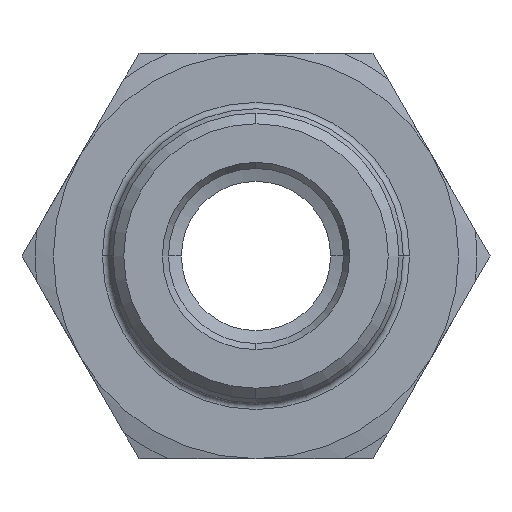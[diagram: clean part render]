
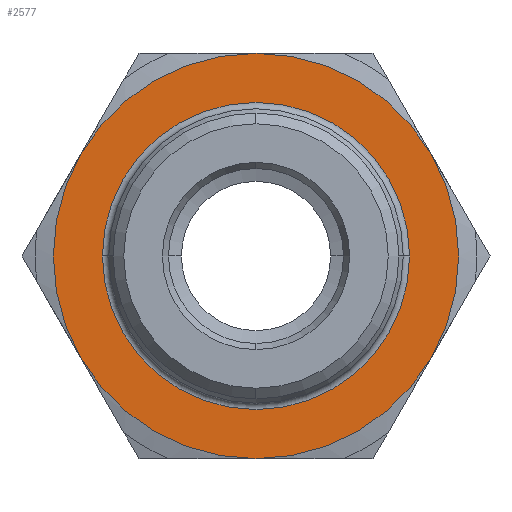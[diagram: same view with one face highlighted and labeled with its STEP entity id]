
A CAD part, left-side view. The second image highlights one B-rep face of the part: STEP entity #2577.
In plain terms, the highlighted face is planar.
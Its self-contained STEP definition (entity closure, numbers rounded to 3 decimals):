
#22=CARTESIAN_POINT('',(0.,0.,
9.5));
#129=CARTESIAN_POINT('',(8.227,0.,4.75));
#824=CARTESIAN_POINT('',(0.,0.,0.));
#825=DIRECTION('',(0.,-1.,0.));
#826=DIRECTION('',(-0.866,0.,-0.5));
#827=AXIS2_PLACEMENT_3D('',#824,#825,#826);
#829=CARTESIAN_POINT('',(0.,0.,0.));
#830=DIRECTION('',(0.,-1.,0.));
#831=DIRECTION('',(0.,0.,-1.));
#832=AXIS2_PLACEMENT_3D('',#829,#830,#831);
#834=CARTESIAN_POINT('',(0.,0.,0.));
#835=DIRECTION('',(0.,1.,0.));
#836=DIRECTION('',(0.,0.,1.));
#837=AXIS2_PLACEMENT_3D('',#834,#835,#836);
#839=CARTESIAN_POINT('',(0.,0.,0.));
#840=DIRECTION('',(0.,1.,0.));
#841=DIRECTION('',(-0.866,0.,0.5));
#842=AXIS2_PLACEMENT_3D('',#839,#840,#841);
#844=CARTESIAN_POINT('',(0.,0.,0.));
#845=DIRECTION('',(0.,1.,0.));
#846=DIRECTION('',(1.,0.,0.));
#847=AXIS2_PLACEMENT_3D('',#844,#845,#846);
#849=CARTESIAN_POINT('',(0.,0.,0.));
#850=DIRECTION('',(0.,1.,0.));
#851=DIRECTION('',(-1.,0.,0.));
#852=AXIS2_PLACEMENT_3D('',#849,#850,#851);
#859=CARTESIAN_POINT('',(0.,0.,0.));
#860=DIRECTION('',(0.,1.,0.));
#861=DIRECTION('',(0.866,0.,0.5));
#862=AXIS2_PLACEMENT_3D('',#859,#860,#861);
#864=CARTESIAN_POINT('',(0.,0.,0.));
#865=DIRECTION('',(0.,1.,0.));
#866=DIRECTION('',(-0.866,0.,-0.5));
#867=AXIS2_PLACEMENT_3D('',#864,#865,#866);
#894=CARTESIAN_POINT('',(-8.227,0.,
-4.75));
#926=CARTESIAN_POINT('',(0.,0.,
-9.5));
#958=CARTESIAN_POINT('',(8.227,0.,
-4.75));
#990=CARTESIAN_POINT('',(-8.227,0.,
4.75));
#1087=VERTEX_POINT('',#22);
#1090=VERTEX_POINT('',#990);
#1093=VERTEX_POINT('',#894);
#1096=VERTEX_POINT('',#926);
#1099=VERTEX_POINT('',#958);
#1102=VERTEX_POINT('',#129);
#1278=CARTESIAN_POINT('',(7.2,0.,0.));
#1279=CARTESIAN_POINT('',(-7.2,0.,0.));
#1280=VERTEX_POINT('',#1278);
#1281=VERTEX_POINT('',#1279);
#2553=CARTESIAN_POINT('',(0.,0.,0.));
#2554=DIRECTION('',(0.,-1.,0.));
#2555=DIRECTION('',(-1.,0.,0.));
#2556=AXIS2_PLACEMENT_3D('',#2553,#2554,#2555);
#2557=PLANE('',#2556);
#2559=ORIENTED_EDGE('',*,*,#2558,.F.);
#2561=ORIENTED_EDGE('',*,*,#2560,.T.);
#2563=ORIENTED_EDGE('',*,*,#2562,.T.);
#2565=ORIENTED_EDGE('',*,*,#2564,.F.);
#2567=ORIENTED_EDGE('',*,*,#2566,.F.);
#2569=ORIENTED_EDGE('',*,*,#2568,.F.);
#2570=EDGE_LOOP('',(#2559,#2561,#2563,#2565,#2567,#2569));
#2571=FACE_OUTER_BOUND('',#2570,.F.);
#2572=ORIENTED_EDGE('',*,*,#2543,.T.);
#2574=ORIENTED_EDGE('',*,*,#2573,.T.);
#2575=EDGE_LOOP('',(#2572,#2574));
#2576=FACE_BOUND('',#2575,.F.);
#2577=ADVANCED_FACE('',(#2571,#2576),#2557,.F.);
#828=CIRCLE('',#827,9.5);
#833=CIRCLE('',#832,9.5);
#838=CIRCLE('',#837,9.5);
#843=CIRCLE('',#842,9.5);
#848=CIRCLE('',#847,7.2);
#853=CIRCLE('',#852,7.2);
#863=CIRCLE('',#862,9.5);
#868=CIRCLE('',#867,9.5);
#2543=EDGE_CURVE('',#1280,#1281,#848,.T.);
#2558=EDGE_CURVE('',#1093,#1090,#868,.T.);
#2560=EDGE_CURVE('',#1093,#1096,#828,.T.);
#2562=EDGE_CURVE('',#1096,#1099,#833,.T.);
#2564=EDGE_CURVE('',#1102,#1099,#863,.T.);
#2566=EDGE_CURVE('',#1087,#1102,#838,.T.);
#2568=EDGE_CURVE('',#1090,#1087,#843,.T.);
#2573=EDGE_CURVE('',#1281,#1280,#853,.T.);
